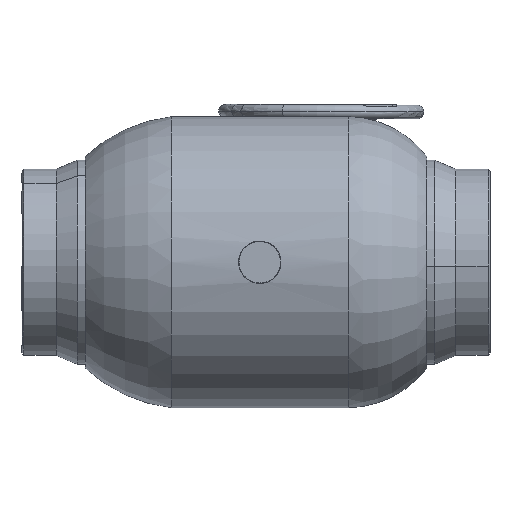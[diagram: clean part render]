
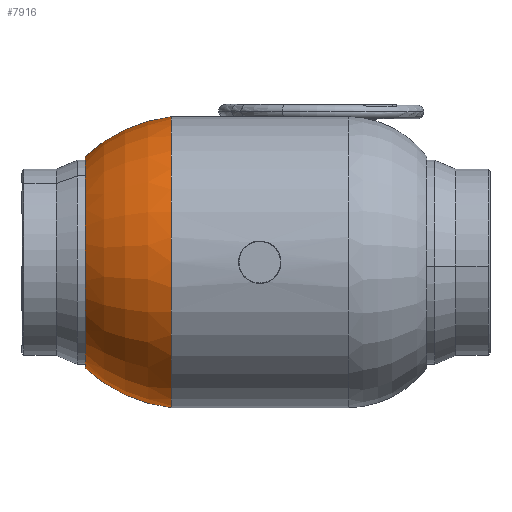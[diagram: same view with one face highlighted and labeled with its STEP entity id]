
A CAD part, front view. The second image highlights one B-rep face of the part: STEP entity #7916.
In plain terms, the highlighted toroidal (fillet/blend) face has major radius 6.815 mm and minor radius 221.204 mm.
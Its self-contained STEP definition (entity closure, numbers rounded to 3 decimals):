
#2935 = AXIS2_PLACEMENT_3D ( 'NONE', #16072, #40493, #43728 ) ;
#4223 = ORIENTED_EDGE ( 'NONE', *, *, #31914, .T. ) ;
#5752 = CIRCLE ( 'NONE', #34439, 221.204 ) ;
#7258 = CARTESIAN_POINT ( 'NONE',  ( -129.465, 0., 0. ) ) ;
#7916 = ADVANCED_FACE ( 'NONE', ( #15625 ), #22801, .T. ) ;
#8175 = CIRCLE ( 'NONE', #19934, 155. ) ;
#10070 = ORIENTED_EDGE ( 'NONE', *, *, #24571, .F. ) ;
#11771 = AXIS2_PLACEMENT_3D ( 'NONE', #7258, #31897, #22455 ) ;
#12955 = CARTESIAN_POINT ( 'NONE',  ( -255.535, 0., 155. ) ) ;
#12976 = EDGE_LOOP ( 'NONE', ( #42819, #37700, #4223, #10070 ) ) ;
#13667 = CARTESIAN_POINT ( 'NONE',  ( -129.465, 0., -213. ) ) ;
#14470 = CARTESIAN_POINT ( 'NONE',  ( -104.713, 0., 6.815 ) ) ;
#15400 = DIRECTION ( 'NONE',  ( 0., 1., 0. ) ) ;
#15448 = DIRECTION ( 'NONE',  ( 0., 0., -1. ) ) ;
#15625 = FACE_OUTER_BOUND ( 'NONE', #12976, .T. ) ;
#16072 = CARTESIAN_POINT ( 'NONE',  ( -104.713, 0., 0. ) ) ;
#16347 = DIRECTION ( 'NONE',  ( 0., -1., 0. ) ) ;
#17865 = DIRECTION ( 'NONE',  ( 0., 0., 1. ) ) ;
#19934 = AXIS2_PLACEMENT_3D ( 'NONE', #45061, #39057, #17865 ) ;
#20070 = CIRCLE ( 'NONE', #20101, 221.204 ) ;
#20101 = AXIS2_PLACEMENT_3D ( 'NONE', #32934, #16347, #15448 ) ;
#21373 = VERTEX_POINT ( 'NONE', #32453 ) ;
#22374 = EDGE_CURVE ( 'NONE', #24874, #33329, #5752, .T. ) ;
#22455 = DIRECTION ( 'NONE',  ( 0., 0., 1. ) ) ;
#22801 = TOROIDAL_SURFACE ( 'NONE', #2935, -6.815, 221.204 ) ;
#23627 = EDGE_CURVE ( 'NONE', #24874, #21373, #36047, .T. ) ;
#24571 = EDGE_CURVE ( 'NONE', #33329, #40856, #8175, .T. ) ;
#24874 = VERTEX_POINT ( 'NONE', #13667 ) ;
#31897 = DIRECTION ( 'NONE',  ( -1., 0., 0. ) ) ;
#31914 = EDGE_CURVE ( 'NONE', #21373, #40856, #20070, .T. ) ;
#32453 = CARTESIAN_POINT ( 'NONE',  ( -129.465, 0., 213. ) ) ;
#32934 = CARTESIAN_POINT ( 'NONE',  ( -104.713, 0., -6.815 ) ) ;
#33329 = VERTEX_POINT ( 'NONE', #39040 ) ;
#34439 = AXIS2_PLACEMENT_3D ( 'NONE', #14470, #15400, #39596 ) ;
#36047 = CIRCLE ( 'NONE', #11771, 213. ) ;
#37700 = ORIENTED_EDGE ( 'NONE', *, *, #23627, .T. ) ;
#39040 = CARTESIAN_POINT ( 'NONE',  ( -255.535, 0., -155. ) ) ;
#39057 = DIRECTION ( 'NONE',  ( -1., 0., 0. ) ) ;
#39596 = DIRECTION ( 'NONE',  ( 0., 0., 1. ) ) ;
#40493 = DIRECTION ( 'NONE',  ( -1., 0., 0. ) ) ;
#40856 = VERTEX_POINT ( 'NONE', #12955 ) ;
#42819 = ORIENTED_EDGE ( 'NONE', *, *, #22374, .F. ) ;
#43728 = DIRECTION ( 'NONE',  ( 0., 0., 1. ) ) ;
#45061 = CARTESIAN_POINT ( 'NONE',  ( -255.535, 0., 0. ) ) ;
